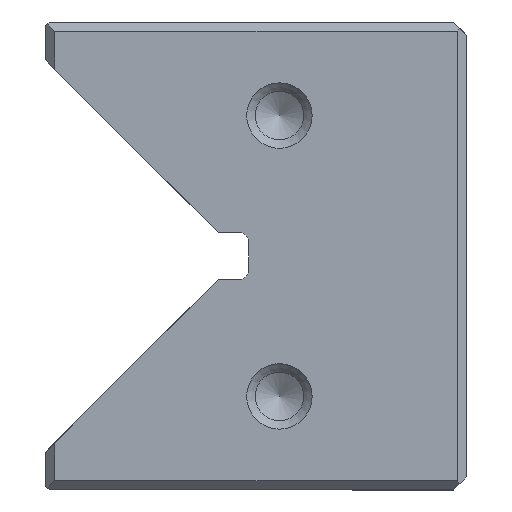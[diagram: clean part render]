
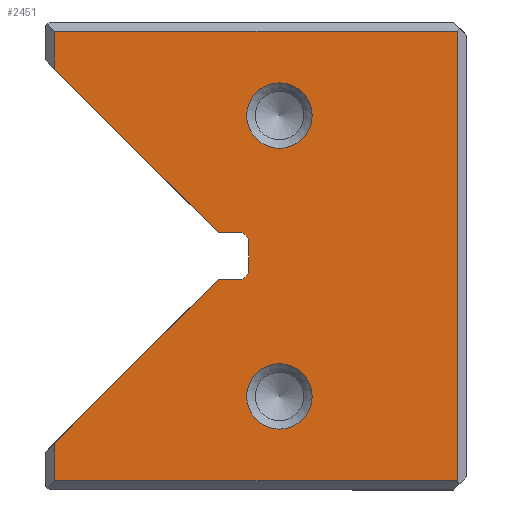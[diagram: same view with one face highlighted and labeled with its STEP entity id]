
A CAD part, left-side view. The second image highlights one B-rep face of the part: STEP entity #2451.
In plain terms, the highlighted planar face has unit normal (-1, 0, 0).
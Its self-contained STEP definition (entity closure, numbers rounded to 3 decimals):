
#2451=ADVANCED_FACE('',(#3303,#3304,#3305),#2810,.T.);
#2810=PLANE('',#8496);
#3044=CIRCLE('',#8492,3.5);
#3045=CIRCLE('',#8493,3.5);
#3046=CIRCLE('',#8494,1.);
#3047=CIRCLE('',#8495,1.);
#3303=FACE_BOUND('',#3449,.T.);
#3304=FACE_BOUND('',#3450,.T.);
#3305=FACE_BOUND('',#3451,.T.);
#3449=EDGE_LOOP('',(#4105));
#3450=EDGE_LOOP('',(#4106));
#3451=EDGE_LOOP('',(#4107,#4108,#4109,#4110,#4111,#4112,#4113,#4114,#4115,
#4116,#4117,#4118));
#4105=ORIENTED_EDGE('',*,*,#6509,.F.);
#4106=ORIENTED_EDGE('',*,*,#6510,.T.);
#4107=ORIENTED_EDGE('',*,*,#6511,.T.);
#4108=ORIENTED_EDGE('',*,*,#6512,.T.);
#4109=ORIENTED_EDGE('',*,*,#6513,.T.);
#4110=ORIENTED_EDGE('',*,*,#6514,.T.);
#4111=ORIENTED_EDGE('',*,*,#6515,.T.);
#4112=ORIENTED_EDGE('',*,*,#6516,.T.);
#4113=ORIENTED_EDGE('',*,*,#6517,.T.);
#4114=ORIENTED_EDGE('',*,*,#6518,.T.);
#4115=ORIENTED_EDGE('',*,*,#6519,.T.);
#4116=ORIENTED_EDGE('',*,*,#6520,.T.);
#4117=ORIENTED_EDGE('',*,*,#6521,.F.);
#4118=ORIENTED_EDGE('',*,*,#6522,.F.);
#5893=VERTEX_POINT('',#10841);
#5894=VERTEX_POINT('',#10843);
#5895=VERTEX_POINT('',#10845);
#5896=VERTEX_POINT('',#10846);
#5897=VERTEX_POINT('',#10848);
#5898=VERTEX_POINT('',#10850);
#5899=VERTEX_POINT('',#10852);
#5900=VERTEX_POINT('',#10854);
#5901=VERTEX_POINT('',#10856);
#5902=VERTEX_POINT('',#10858);
#5903=VERTEX_POINT('',#10860);
#5904=VERTEX_POINT('',#10862);
#5905=VERTEX_POINT('',#10864);
#5906=VERTEX_POINT('',#10866);
#6509=EDGE_CURVE('',#5893,#5893,#3044,.T.);
#6510=EDGE_CURVE('',#5894,#5894,#3045,.T.);
#6511=EDGE_CURVE('',#5895,#5896,#7321,.T.);
#6512=EDGE_CURVE('',#5896,#5897,#7322,.T.);
#6513=EDGE_CURVE('',#5897,#5898,#7323,.T.);
#6514=EDGE_CURVE('',#5898,#5899,#7324,.T.);
#6515=EDGE_CURVE('',#5899,#5900,#7325,.T.);
#6516=EDGE_CURVE('',#5900,#5901,#7326,.T.);
#6517=EDGE_CURVE('',#5901,#5902,#7327,.T.);
#6518=EDGE_CURVE('',#5902,#5903,#3046,.T.);
#6519=EDGE_CURVE('',#5903,#5904,#7328,.T.);
#6520=EDGE_CURVE('',#5904,#5905,#3047,.T.);
#6521=EDGE_CURVE('',#5906,#5905,#7329,.T.);
#6522=EDGE_CURVE('',#5895,#5906,#7330,.T.);
#7321=LINE('',#10844,#7983);
#7322=LINE('',#10847,#7984);
#7323=LINE('',#10849,#7985);
#7324=LINE('',#10851,#7986);
#7325=LINE('',#10853,#7987);
#7326=LINE('',#10855,#7988);
#7327=LINE('',#10857,#7989);
#7328=LINE('',#10861,#7990);
#7329=LINE('',#10865,#7991);
#7330=LINE('',#10867,#7992);
#7983=VECTOR('',#8991,1.);
#7984=VECTOR('',#8992,1.);
#7985=VECTOR('',#8993,1.);
#7986=VECTOR('',#8994,1.);
#7987=VECTOR('',#8995,1.);
#7988=VECTOR('',#8996,1.);
#7989=VECTOR('',#8997,1.);
#7990=VECTOR('',#9000,1.);
#7991=VECTOR('',#9003,1.);
#7992=VECTOR('',#9004,1.);
#8492=AXIS2_PLACEMENT_3D('',#10840,#8987,#8988);
#8493=AXIS2_PLACEMENT_3D('',#10842,#8989,#8990);
#8494=AXIS2_PLACEMENT_3D('',#10859,#8998,#8999);
#8495=AXIS2_PLACEMENT_3D('',#10863,#9001,#9002);
#8496=AXIS2_PLACEMENT_3D('',#10868,#9005,#9006);
#8987=DIRECTION('',(-1.,0.,0.));
#8988=DIRECTION('',(0.,0.,1.));
#8989=DIRECTION('',(1.,0.,0.));
#8990=DIRECTION('',(0.,0.,-1.));
#8991=DIRECTION('',(0.,0.,-1.));
#8992=DIRECTION('',(0.,-1.,0.));
#8993=DIRECTION('',(0.,0.,1.));
#8994=DIRECTION('',(0.,1.,0.));
#8995=DIRECTION('',(0.,0.,-1.));
#8996=DIRECTION('',(0.,-0.707,-0.707));
#8997=DIRECTION('',(0.,-1.,0.));
#8998=DIRECTION('',(1.,0.,0.));
#8999=DIRECTION('',(0.,0.,1.));
#9000=DIRECTION('',(0.,0.,-1.));
#9001=DIRECTION('',(1.,0.,0.));
#9002=DIRECTION('',(0.,0.,1.));
#9003=DIRECTION('',(0.,-1.,0.));
#9004=DIRECTION('',(0.,-0.707,0.707));
#9005=DIRECTION('',(-1.,0.,0.));
#9006=DIRECTION('',(0.,0.,-1.));
#10840=CARTESIAN_POINT('',(0.,20.,40.));
#10841=CARTESIAN_POINT('',(0.,20.,43.5));
#10842=CARTESIAN_POINT('',(0.,20.,10.));
#10843=CARTESIAN_POINT('',(0.,20.,6.5));
#10844=CARTESIAN_POINT('',(0.,44.,0.));
#10845=CARTESIAN_POINT('',(0.,44.,5.048));
#10846=CARTESIAN_POINT('',(0.,44.,1.));
#10847=CARTESIAN_POINT('',(0.,22.5,1.));
#10848=CARTESIAN_POINT('',(0.,1.,1.));
#10849=CARTESIAN_POINT('',(0.,1.,0.));
#10850=CARTESIAN_POINT('',(0.,1.,49.));
#10851=CARTESIAN_POINT('',(0.,22.5,49.));
#10852=CARTESIAN_POINT('',(0.,44.,49.));
#10853=CARTESIAN_POINT('',(0.,44.,0.));
#10854=CARTESIAN_POINT('',(0.,44.,44.952));
#10855=CARTESIAN_POINT('',(0.,45.,45.952));
#10856=CARTESIAN_POINT('',(0.,26.548,27.5));
#10857=CARTESIAN_POINT('',(0.,23.3,27.5));
#10858=CARTESIAN_POINT('',(0.,24.3,27.5));
#10859=CARTESIAN_POINT('',(0.,24.3,26.5));
#10860=CARTESIAN_POINT('',(0.,23.3,26.5));
#10861=CARTESIAN_POINT('',(0.,23.3,27.5));
#10862=CARTESIAN_POINT('',(0.,23.3,23.5));
#10863=CARTESIAN_POINT('',(0.,24.3,23.5));
#10864=CARTESIAN_POINT('',(0.,24.3,22.5));
#10865=CARTESIAN_POINT('',(0.,23.3,22.5));
#10866=CARTESIAN_POINT('',(0.,26.548,22.5));
#10867=CARTESIAN_POINT('',(0.,45.,4.048));
#10868=CARTESIAN_POINT('',(0.,22.5,0.));
